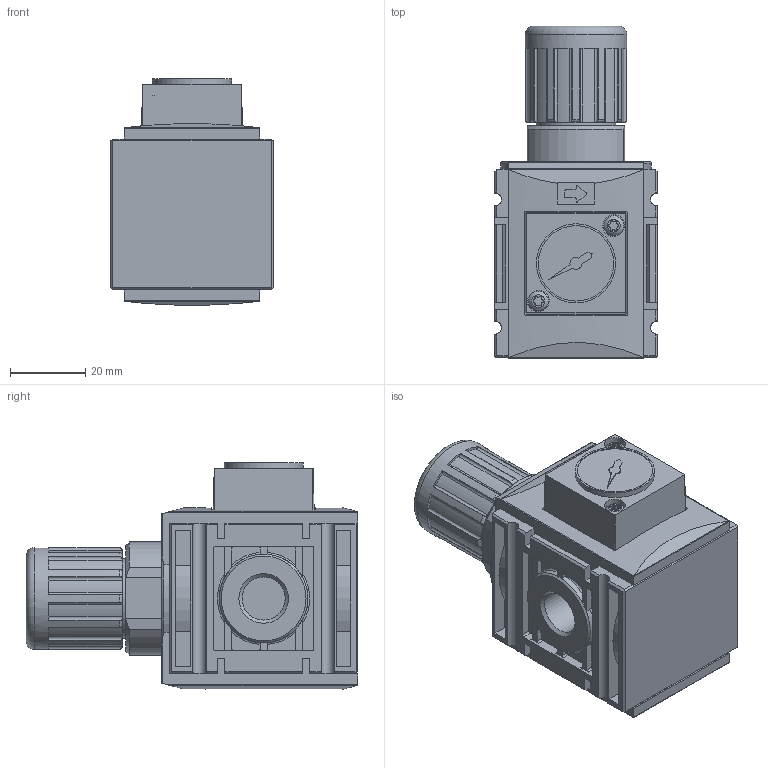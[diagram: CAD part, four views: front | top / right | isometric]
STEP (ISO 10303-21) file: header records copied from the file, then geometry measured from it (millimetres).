
FILE_DESCRIPTION(/* description */ ('STEP AP214'),/* implementation_level */ '2;1');
FILE_NAME(/* name */ '037216',/* time_stamp */ '2026-03-16T12:18:36+01:00',/* author */ ('License CC BY-ND 4.0'),/* organization */ ('CADENAS'),/* preprocessor_version */ 'ST-DEVELOPER v20',/* originating_system */ 'PARTsolutions',/* authorisation */ ' ');
FILE_SCHEMA (('AUTOMOTIVE_DESIGN {1 0 10303 214 3 1 1}'));
Length unit declared in the file: millimetre
Products named in the file (4): 037216; KREV_11; KREG-014-8-G_PR; GC 27.6
Assembly tree (3 placements, depth 2):
  037216
    KREV_11
    KREG-014-8-G_PR
    GC 27.6
Bounding box: 43 x 88 x 60.08 mm (x, y, z)
Volume: 123983.1 mm3; surface area: 25878.5 mm2
Topology: 3 solids, 3 shells, 511 faces, 1417 edges, 937 vertices
Faces by surface type: plane 259, cylinder 217, torus 23, cone 12
Full cylindrical faces by diameter (mm): 5.3 x2, 11.445 x2, 20 x1, 21 x2, 23.5 x2, 27 x1, 40 x1
Entity records: 19449 total; most frequent: CARTESIAN_POINT 3185, DIRECTION 2806, ORIENTED_EDGE 2772, EDGE_CURVE 1386, AXIS2_PLACEMENT_3D 1005, VERTEX_POINT 932, LINE 796, VECTOR 796
